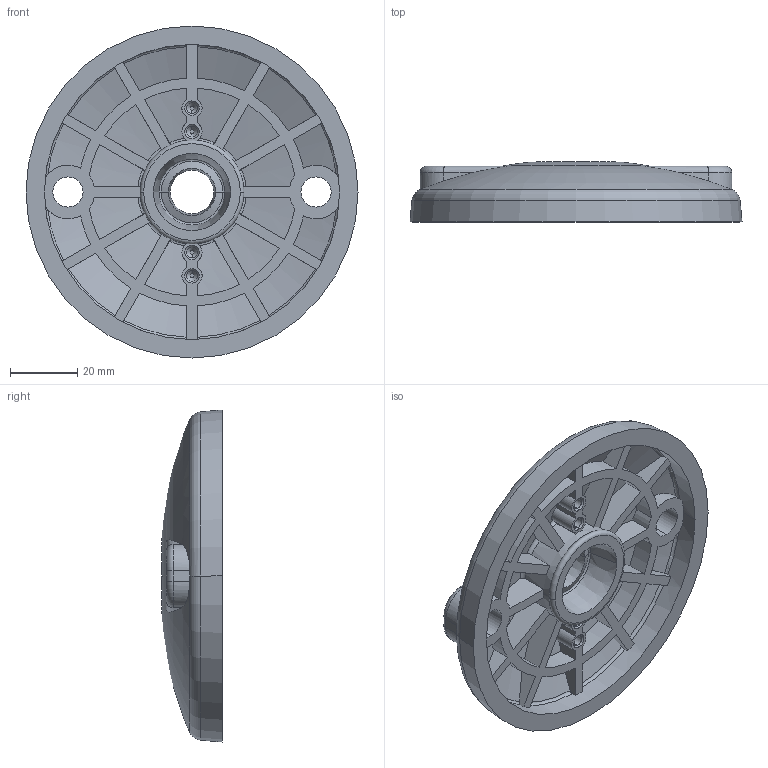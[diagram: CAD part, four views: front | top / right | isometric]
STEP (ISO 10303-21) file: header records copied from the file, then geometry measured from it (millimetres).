
FILE_DESCRIPTION (( 'STEP AP214' ), '1' );
FILE_NAME ('098a100kb.STEP', '2014-08-12T08:24:26', ( '' ), ( '' ), 'SwSTEP 2.0', 'SolidWorks 2014', '' );
FILE_SCHEMA (( 'AUTOMOTIVE_DESIGN' ));
Length unit declared in the file: millimetre
Products named in the file (1): 098a100kb
Bounding box: 99 x 17.94 x 99 mm (x, y, z)
Volume: 54057.4 mm3; surface area: 28271 mm2
Topology: 1 solids, 1 shells, 221 faces, 600 edges, 386 vertices
Faces by surface type: plane 67, cylinder 66, cone 48, torus 38, sphere 2
Entity records: 7710 total; most frequent: CARTESIAN_POINT 2138, ORIENTED_EDGE 1200, DIRECTION 1152, EDGE_CURVE 600, AXIS2_PLACEMENT_3D 462, VERTEX_POINT 386, CIRCLE 240, EDGE_LOOP 232
